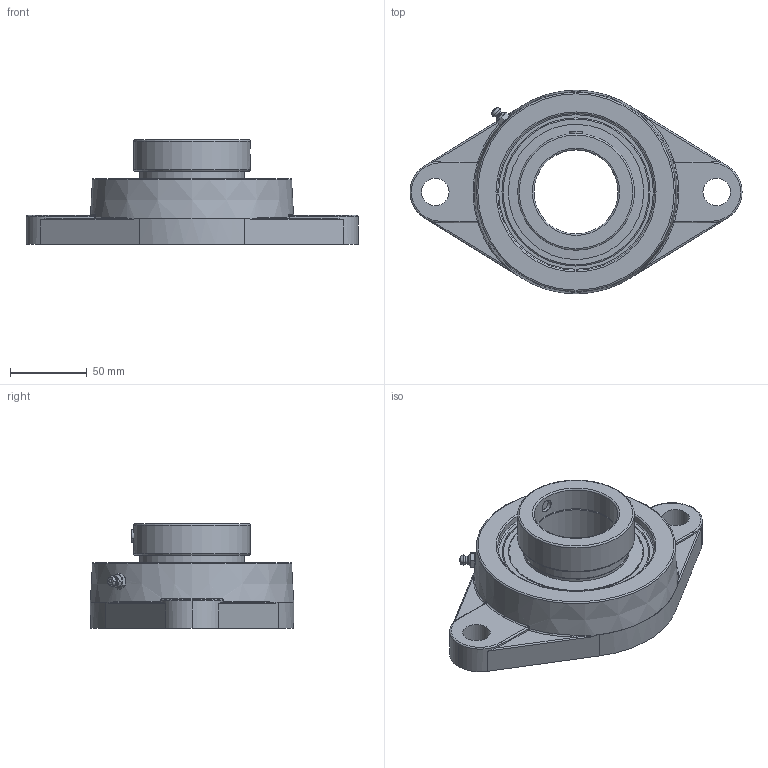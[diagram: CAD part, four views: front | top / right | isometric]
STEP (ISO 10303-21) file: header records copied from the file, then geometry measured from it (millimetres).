
FILE_DESCRIPTION(('HOOPS Exchange Step'),'2;1');
FILE_NAME('export-7434CC31-07D1-4D1E-AE3B-6ADE4537370E.stp','2019-12-13T09:21:43-08:00',('ibuslach'),('Alibre'),'HOOPS Exchange 2019.2','Alibre','Unknown authorisation');
FILE_SCHEMA( ('AP242_MANAGED_MODEL_BASED_3D_ENGINEERING_MIM_LF {1 0 10303 442 1 1 4 }') );
Length unit declared in the file: centimetre
Products named in the file (8): MRN SFT 211; UCP ZERK 6mm; SNC 211 COLLAR; SNC 211 SHIELD; SNC 211 RACES; SNC 211 SS; MRN SNC 211; MRN SNCFT 211
Assembly tree (8 placements, depth 3):
  MRN SNCFT 211
    MRN SFT 211
    UCP ZERK 6mm
    MRN SNC 211
      SNC 211 COLLAR
      SNC 211 SHIELD  x2
      SNC 211 RACES
      SNC 211 SS
Bounding box: 217 x 133 x 68.6 mm (x, y, z)
Volume: 461952.3 mm3; surface area: 121934.8 mm2
Topology: 8 solids, 8 shells, 186 faces, 487 edges, 314 vertices
Faces by surface type: plane 59, cylinder 53, torus 30, cone 19, bspline 16, sphere 9
Full cylindrical faces by diameter (mm): 2.263 x2, 6 x2, 8.382 x3, 18 x2, 55 x2, 64.973 x2, 68.58 x4, 69.342 x2, 76.2 x1, 87.884 x2, 88.392 x2, 102.825 x1, 104.825 x1
Entity records: 14225 total; most frequent: CARTESIAN_POINT 9604, DIRECTION 967, ORIENTED_EDGE 920, EDGE_CURVE 460, AXIS2_PLACEMENT_3D 414, VERTEX_POINT 300, CIRCLE 227, EDGE_LOOP 206
